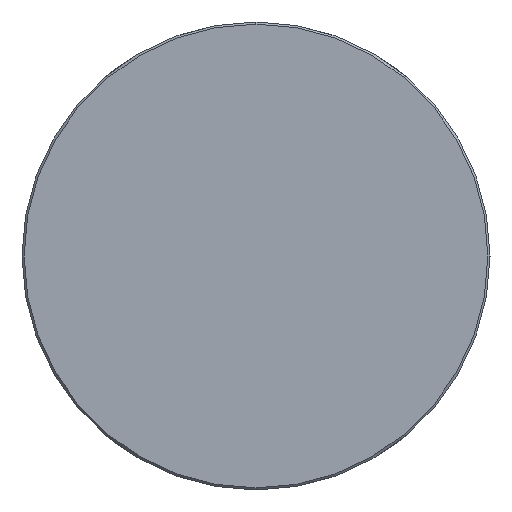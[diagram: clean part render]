
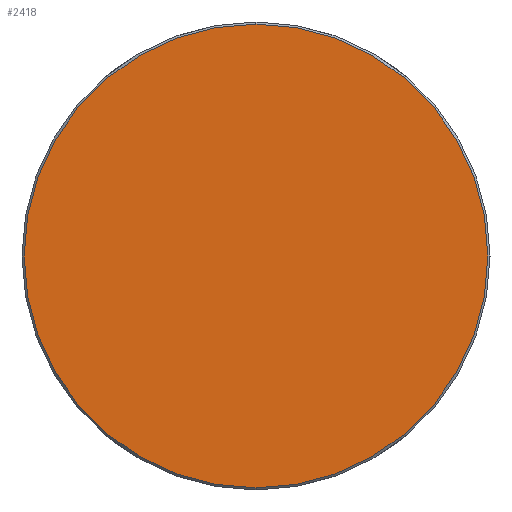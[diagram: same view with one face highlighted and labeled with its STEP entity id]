
A CAD part, left-side view. The second image highlights one B-rep face of the part: STEP entity #2418.
In plain terms, the highlighted planar face has unit normal (-1, 0, 0).
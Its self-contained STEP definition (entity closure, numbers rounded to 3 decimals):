
#23 = EDGE_LOOP ( 'NONE', ( #921, #1317 ) ) ;
#337 = AXIS2_PLACEMENT_3D ( 'NONE', #1392, #1204, #2478 ) ;
#438 = CARTESIAN_POINT ( 'NONE',  ( -128.9, 55.154, -55.154 ) ) ;
#584 = EDGE_CURVE ( 'NONE', #2288, #2560, #1641, .T. ) ;
#718 = CARTESIAN_POINT ( 'NONE',  ( -128.9, 0., 0. ) ) ;
#921 = ORIENTED_EDGE ( 'NONE', *, *, #584, .T. ) ;
#1204 = DIRECTION ( 'NONE',  ( -1., 0., 0. ) ) ;
#1292 = DIRECTION ( 'NONE',  ( 0., -1., 0. ) ) ;
#1299 = EDGE_CURVE ( 'NONE', #2560, #2288, #2190, .T. ) ;
#1317 = ORIENTED_EDGE ( 'NONE', *, *, #1299, .T. ) ;
#1368 = CARTESIAN_POINT ( 'NONE',  ( -128.9, 0., 54.5 ) ) ;
#1392 = CARTESIAN_POINT ( 'NONE',  ( -128.9, 0., 0. ) ) ;
#1523 = CARTESIAN_POINT ( 'NONE',  ( -128.9, 0., -54.5 ) ) ;
#1573 = DIRECTION ( 'NONE',  ( -1., 0., 0. ) ) ;
#1594 = DIRECTION ( 'NONE',  ( 0., 0., -1. ) ) ;
#1641 = CIRCLE ( 'NONE', #337, 54.5 ) ;
#1844 = AXIS2_PLACEMENT_3D ( 'NONE', #718, #1573, #1594 ) ;
#1918 = PLANE ( 'NONE',  #2183 ) ;
#2183 = AXIS2_PLACEMENT_3D ( 'NONE', #438, #2328, #1292 ) ;
#2190 = CIRCLE ( 'NONE', #1844, 54.5 ) ;
#2288 = VERTEX_POINT ( 'NONE', #1523 ) ;
#2328 = DIRECTION ( 'NONE',  ( -1., 0., 0. ) ) ;
#2418 = ADVANCED_FACE ( 'NONE', ( #2703 ), #1918, .T. ) ;
#2478 = DIRECTION ( 'NONE',  ( 0., 0., -1. ) ) ;
#2560 = VERTEX_POINT ( 'NONE', #1368 ) ;
#2703 = FACE_OUTER_BOUND ( 'NONE', #23, .T. ) ;
